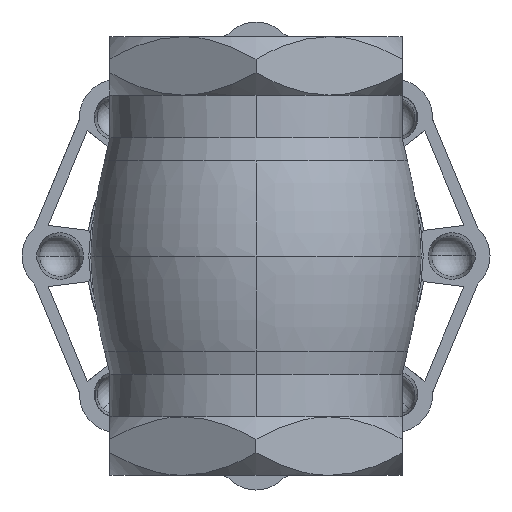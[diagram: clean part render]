
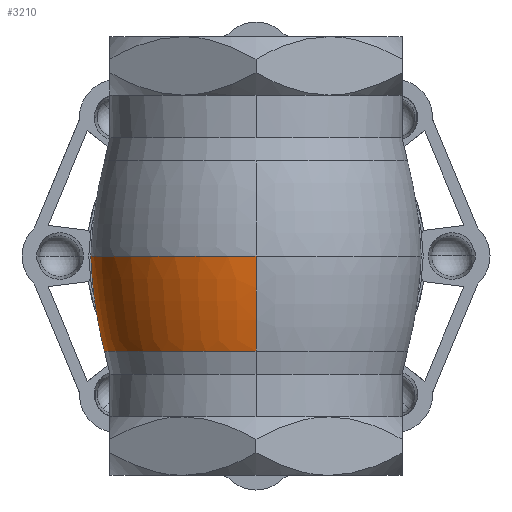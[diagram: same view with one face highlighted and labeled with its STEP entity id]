
A CAD part, front view. The second image highlights one B-rep face of the part: STEP entity #3210.
In plain terms, the highlighted toroidal (fillet/blend) face has major radius 54.745 mm and minor radius 83.052 mm.
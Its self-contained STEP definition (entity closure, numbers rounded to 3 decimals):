
#2890 = EDGE_LOOP ( 'NONE', ( #11922, #11923, #11924, #11925 ) ) ;
#3210 = ADVANCED_FACE ( 'NONE', ( #12480 ), #12472, .T. ) ;
#4027 = DIRECTION ( 'NONE',  ( 0., 0., 1. ) ) ;
#4028 = CARTESIAN_POINT ( 'NONE',  ( 0., 0., 3.466 ) ) ;
#4033 = DIRECTION ( 'NONE',  ( 0., -1., 0. ) ) ;
#4381 = CARTESIAN_POINT ( 'NONE',  ( 0., 0., -16.242 ) ) ;
#4382 = DIRECTION ( 'NONE',  ( 0., 0., 1. ) ) ;
#4383 = DIRECTION ( 'NONE',  ( 0., -1., 0. ) ) ;
#4384 = CARTESIAN_POINT ( 'NONE',  ( -26.742, 9.061, 0. ) ) ;
#4385 = CARTESIAN_POINT ( 'NONE',  ( -26.742, 8.959, -0.783 ) ) ;
#4386 = CARTESIAN_POINT ( 'NONE',  ( 0., 54.745, 3.466 ) ) ;
#4387 = DIRECTION ( 'NONE',  ( -1., 0., 0. ) ) ;
#4388 = DIRECTION ( 'NONE',  ( 0., 0., 1. ) ) ;
#4389 = CARTESIAN_POINT ( 'NONE',  ( -26.708, 8.924, -1.56 ) ) ;
#4390 = CARTESIAN_POINT ( 'NONE',  ( -26.606, 8.971, -2.719 ) ) ;
#4391 = CARTESIAN_POINT ( 'NONE',  ( -26.564, 9.003, -3.105 ) ) ;
#4392 = CARTESIAN_POINT ( 'NONE',  ( -26.463, 9.1, -3.873 ) ) ;
#4393 = CARTESIAN_POINT ( 'NONE',  ( -26.404, 9.164, -4.257 ) ) ;
#4394 = CARTESIAN_POINT ( 'NONE',  ( -26.203, 9.398, -5.395 ) ) ;
#4395 = CARTESIAN_POINT ( 'NONE',  ( -26.041, 9.607, -6.128 ) ) ;
#4396 = CARTESIAN_POINT ( 'NONE',  ( -25.664, 10.096, -7.553 ) ) ;
#4397 = CARTESIAN_POINT ( 'NONE',  ( -25.449, 10.376, -8.246 ) ) ;
#4398 = CARTESIAN_POINT ( 'NONE',  ( -24.969, 10.984, -9.601 ) ) ;
#4399 = CARTESIAN_POINT ( 'NONE',  ( -24.704, 11.313, -10.264 ) ) ;
#4400 = CARTESIAN_POINT ( 'NONE',  ( -24.13, 11.991, -11.547 ) ) ;
#4401 = CARTESIAN_POINT ( 'NONE',  ( -23.822, 12.341, -12.17 ) ) ;
#4402 = CARTESIAN_POINT ( 'NONE',  ( -22.832, 13.409, -13.99 ) ) ;
#4403 = CARTESIAN_POINT ( 'NONE',  ( -22.085, 14.144, -15.142 ) ) ;
#4404 = CARTESIAN_POINT ( 'NONE',  ( -21.245, 14.877, -16.242 ) ) ;
#4776 = EDGE_CURVE ( 'NONE', #11630, #11628, #12913, .T. ) ;
#5582 = EDGE_CURVE ( 'NONE', #11638, #11642, #13056, .T. ) ;
#5583 = EDGE_CURVE ( 'NONE', #11642, #11628, #13057, .T. ) ;
#5584 = EDGE_CURVE ( 'NONE', #11630, #11638, #11096, .T. ) ;
#6975 = CARTESIAN_POINT ( 'NONE',  ( 0., -28.235, 0. ) ) ;
#6980 = CARTESIAN_POINT ( 'NONE',  ( -21.245, 14.877, -16.242 ) ) ;
#6981 = CARTESIAN_POINT ( 'NONE',  ( -26.742, 9.061, 0. ) ) ;
#6989 = CARTESIAN_POINT ( 'NONE',  ( 0., -25.935, -16.242 ) ) ;
#7868 = AXIS2_PLACEMENT_3D ( 'NONE', #4028, #4027, #4033 ) ;
#11096 = B_SPLINE_CURVE_WITH_KNOTS ( 'NONE', 3,
 ( #4384, #4385, #4389, #4390, #4391, #4392, #4393, #4394, #4395, #4396, #4397, #4398, #4399, #4400, #4401, #4402, #4403, #4404 ),
 .UNSPECIFIED., .F., .F.,
 ( 4, 2, 2, 2, 2, 2, 2, 2, 4 ),
 ( 0., 0.002, 0.003, 0.005, 0.007, 0.009, 0.012, 0.014, 0.019 ),
 .UNSPECIFIED. ) ;
#11628 = VERTEX_POINT ( 'NONE', #6975 ) ;
#11630 = VERTEX_POINT ( 'NONE', #6981 ) ;
#11638 = VERTEX_POINT ( 'NONE', #6980 ) ;
#11642 = VERTEX_POINT ( 'NONE', #6989 ) ;
#11922 = ORIENTED_EDGE ( 'NONE', *, *, #5582, .T. ) ;
#11923 = ORIENTED_EDGE ( 'NONE', *, *, #5583, .T. ) ;
#11924 = ORIENTED_EDGE ( 'NONE', *, *, #4776, .F. ) ;
#11925 = ORIENTED_EDGE ( 'NONE', *, *, #5584, .T. ) ;
#12472 = TOROIDAL_SURFACE ( 'NONE', #7868, -54.745, 83.052 ) ;
#12480 = FACE_OUTER_BOUND ( 'NONE', #2890, .T. ) ;
#12913 = CIRCLE ( 'NONE', #14057, 28.235 ) ;
#13056 = CIRCLE ( 'NONE', #14130, 25.935 ) ;
#13057 = CIRCLE ( 'NONE', #14131, 83.052 ) ;
#14057 = AXIS2_PLACEMENT_3D ( 'NONE', #14315, #14317, #14319 ) ;
#14130 = AXIS2_PLACEMENT_3D ( 'NONE', #4381, #4382, #4383 ) ;
#14131 = AXIS2_PLACEMENT_3D ( 'NONE', #4386, #4387, #4388 ) ;
#14315 = CARTESIAN_POINT ( 'NONE',  ( 0., 0., 0. ) ) ;
#14317 = DIRECTION ( 'NONE',  ( 0., 0., 1. ) ) ;
#14319 = DIRECTION ( 'NONE',  ( 0., -1., 0. ) ) ;
